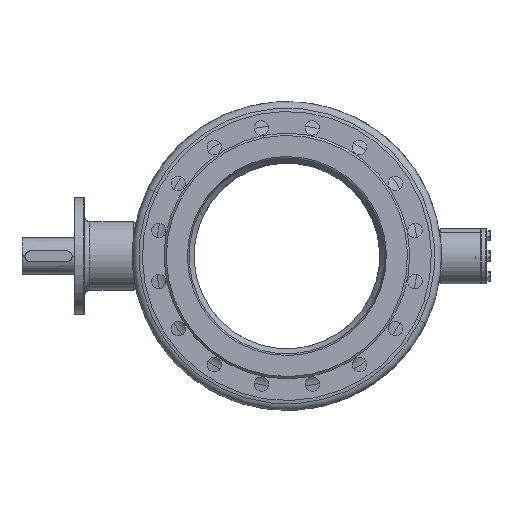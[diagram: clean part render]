
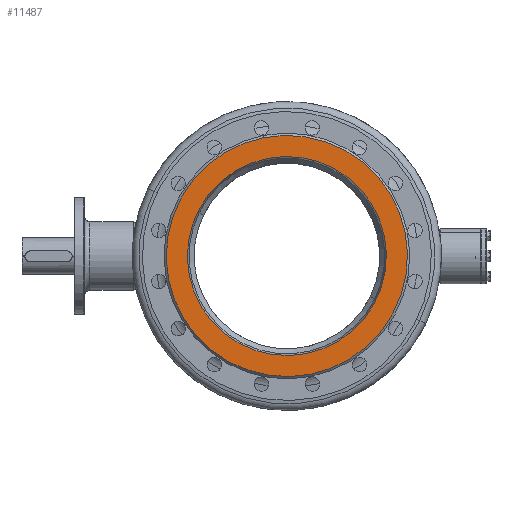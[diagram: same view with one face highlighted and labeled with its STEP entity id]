
A CAD part, left-side view. The second image highlights one B-rep face of the part: STEP entity #11487.
In plain terms, the highlighted face is planar.
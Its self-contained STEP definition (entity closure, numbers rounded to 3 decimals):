
#7 = AXIS2_PLACEMENT_3D ( 'NONE', #9258, #5397, #629 ) ;
#629 = DIRECTION ( 'NONE',  ( 1., 0., 0. ) ) ;
#688 = DIRECTION ( 'NONE',  ( 0., 0., 1. ) ) ;
#741 = VERTEX_POINT ( 'NONE', #11456 ) ;
#928 = CIRCLE ( 'NONE', #8922, 217. ) ;
#1042 = CARTESIAN_POINT ( 'NONE',  ( 0., 0., 35. ) ) ;
#1213 = EDGE_LOOP ( 'NONE', ( #7398, #6844 ) ) ;
#1331 = CARTESIAN_POINT ( 'NONE',  ( -217., 0., 35. ) ) ;
#1417 = EDGE_CURVE ( 'NONE', #9232, #741, #1922, .T. ) ;
#1624 = CARTESIAN_POINT ( 'NONE',  ( 0., 0., 35. ) ) ;
#1771 = EDGE_CURVE ( 'NONE', #9662, #4859, #928, .T. ) ;
#1784 = DIRECTION ( 'NONE',  ( 1., 0., 0. ) ) ;
#1864 = DIRECTION ( 'NONE',  ( 0., 0., 1. ) ) ;
#1922 = CIRCLE ( 'NONE', #8504, 179. ) ;
#2459 = FACE_OUTER_BOUND ( 'NONE', #8403, .T. ) ;
#2681 = AXIS2_PLACEMENT_3D ( 'NONE', #9223, #10338, #1784 ) ;
#3128 = DIRECTION ( 'NONE',  ( 1., 0., 0. ) ) ;
#3200 = EDGE_CURVE ( 'NONE', #741, #9232, #10250, .T. ) ;
#3827 = ORIENTED_EDGE ( 'NONE', *, *, #1771, .T. ) ;
#3877 = EDGE_CURVE ( 'NONE', #4859, #9662, #4096, .T. ) ;
#4096 = CIRCLE ( 'NONE', #11059, 217. ) ;
#4336 = FACE_BOUND ( 'NONE', #1213, .T. ) ;
#4859 = VERTEX_POINT ( 'NONE', #1331 ) ;
#5397 = DIRECTION ( 'NONE',  ( 0., 0., 1. ) ) ;
#6844 = ORIENTED_EDGE ( 'NONE', *, *, #3200, .F. ) ;
#7398 = ORIENTED_EDGE ( 'NONE', *, *, #1417, .F. ) ;
#7904 = CARTESIAN_POINT ( 'NONE',  ( 217., 0., 35. ) ) ;
#8403 = EDGE_LOOP ( 'NONE', ( #9293, #3827 ) ) ;
#8504 = AXIS2_PLACEMENT_3D ( 'NONE', #11668, #12336, #3128 ) ;
#8601 = CARTESIAN_POINT ( 'NONE',  ( 179., 0., 35. ) ) ;
#8922 = AXIS2_PLACEMENT_3D ( 'NONE', #1042, #1864, #9598 ) ;
#9223 = CARTESIAN_POINT ( 'NONE',  ( 0., 0., 35. ) ) ;
#9232 = VERTEX_POINT ( 'NONE', #8601 ) ;
#9258 = CARTESIAN_POINT ( 'NONE',  ( 0., 0., 35. ) ) ;
#9293 = ORIENTED_EDGE ( 'NONE', *, *, #3877, .T. ) ;
#9598 = DIRECTION ( 'NONE',  ( 1., 0., 0. ) ) ;
#9662 = VERTEX_POINT ( 'NONE', #7904 ) ;
#10072 = PLANE ( 'NONE',  #7 ) ;
#10250 = CIRCLE ( 'NONE', #2681, 179. ) ;
#10338 = DIRECTION ( 'NONE',  ( 0., 0., 1. ) ) ;
#10926 = DIRECTION ( 'NONE',  ( 1., 0., 0. ) ) ;
#11059 = AXIS2_PLACEMENT_3D ( 'NONE', #1624, #688, #10926 ) ;
#11456 = CARTESIAN_POINT ( 'NONE',  ( -179., 0., 35. ) ) ;
#11487 = ADVANCED_FACE ( 'NONE', ( #2459, #4336 ), #10072, .T. ) ;
#11668 = CARTESIAN_POINT ( 'NONE',  ( 0., 0., 35. ) ) ;
#12336 = DIRECTION ( 'NONE',  ( 0., 0., 1. ) ) ;
